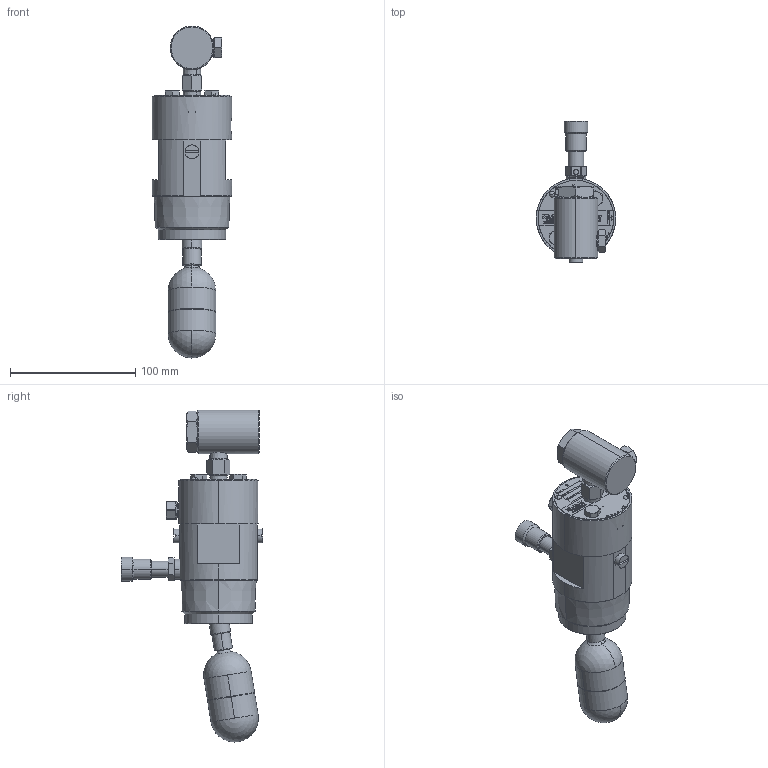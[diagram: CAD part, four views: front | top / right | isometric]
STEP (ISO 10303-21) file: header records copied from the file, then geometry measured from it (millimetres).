
FILE_DESCRIPTION (( 'STEP AP214' ), '1' );
FILE_NAME ('FPS2S4WSAS-CUA.STEP', '2023-09-28T12:12:28', ( '' ), ( '' ), 'SwSTEP 2.0', 'SolidWorks 2019', '' );
FILE_SCHEMA (( 'AUTOMOTIVE_DESIGN' ));
Length unit declared in the file: inch
Products named in the file (1): FPS2S4WSAS-CUA
Bounding box: 63.5 x 113.09 x 264.92 mm (x, y, z)
Volume: 481152.5 mm3; surface area: 52598.4 mm2
Topology: 1 solids, 1 shells, 1755 faces, 4820 edges, 3154 vertices
Faces by surface type: plane 1319, bspline 266, cylinder 75, cone 62, sphere 20, torus 13
Entity records: 69708 total; most frequent: CARTESIAN_POINT 17550, ORIENTED_EDGE 9600, DIRECTION 7450, EDGE_CURVE 4800, VECTOR 3862, LINE 3862, VERTEX_POINT 3154, EDGE_LOOP 1862
